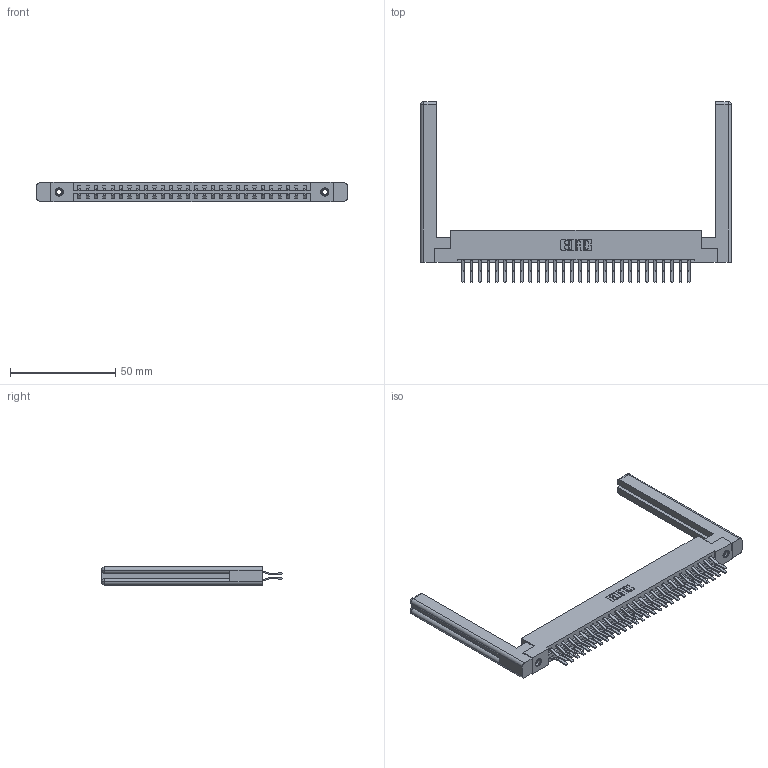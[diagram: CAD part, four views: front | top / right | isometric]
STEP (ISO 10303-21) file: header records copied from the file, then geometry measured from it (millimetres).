
FILE_DESCRIPTION (( 'STEP AP203' ), '1' );
FILE_NAME ('387-056-560-258.STEP', '2019-10-19T08:09:32', ( '' ), ( '' ), 'SwSTEP 2.0', 'SolidWorks 2016', '' );
FILE_SCHEMA (( 'CONFIG_CONTROL_DESIGN' ));
Length unit declared in the file: inch
Products named in the file (5): 345-250-001_345-250-001-102; 387-056-560-258; 345-292-001_560 Tail; 307-220-058; 337 Part_Flush Mounting Lugs - 0.156 Dia-TI
Assembly tree (61 placements, depth 2):
  387-056-560-258
    337 Part_Flush Mounting Lugs - 0.156 Dia-TI
    345-292-001_560 Tail  x56
    345-250-001_345-250-001-102  x2
    307-220-058  x2
Bounding box: 147.57 x 85.87 x 9.4 mm (x, y, z)
Volume: 22875.6 mm3; surface area: 23759.6 mm2
Topology: 61 solids, 61 shells, 3392 faces, 10017 edges, 6590 vertices
Faces by surface type: plane 2282, cylinder 1086, cone 12, torus 12
Entity records: 26242 total; most frequent: CARTESIAN_POINT 4441, ORIENTED_EDGE 4316, DIRECTION 3822, EDGE_CURVE 2158, VECTOR 1978, LINE 1978, VERTEX_POINT 1430, AXIS2_PLACEMENT_3D 922
